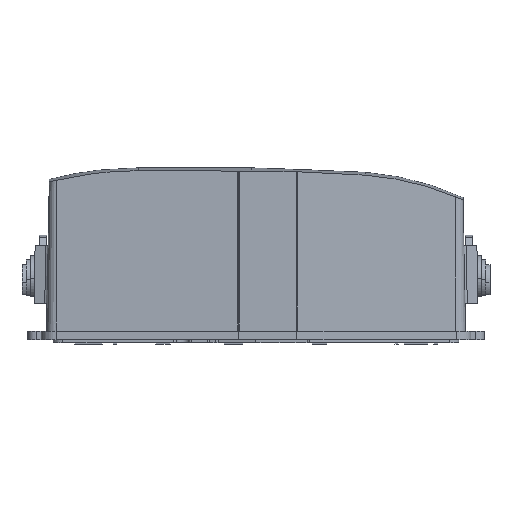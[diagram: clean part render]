
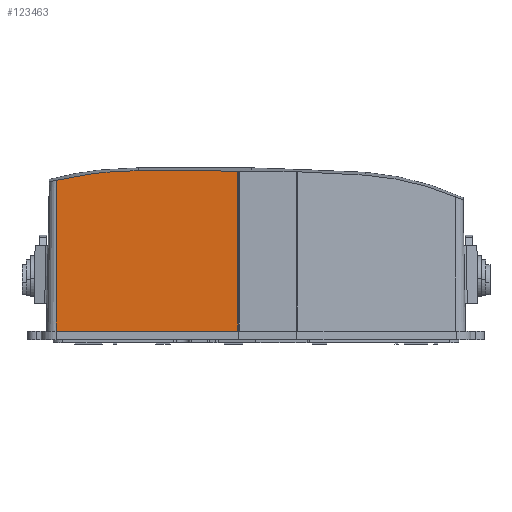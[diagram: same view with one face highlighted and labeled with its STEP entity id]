
A CAD part, left-side view. The second image highlights one B-rep face of the part: STEP entity #123463.
In plain terms, the highlighted planar face has unit normal (-0.999, 0.04, 0.018).
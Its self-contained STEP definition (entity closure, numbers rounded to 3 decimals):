
#123450=AXIS2_PLACEMENT_3D('Plane Axis2P3D',#123447,#123448,#123449) ;
#121431=CARTESIAN_POINT('Vertex',(4.429,149.089,4.5)) ;
#122170=CARTESIAN_POINT('Vertex',(5.333,149.053,56.327)) ;
#122174=CARTESIAN_POINT('Control Point',(5.333,149.053,56.327)) ;
#122175=CARTESIAN_POINT('Control Point',(5.004,139.858,58.525)) ;
#122176=CARTESIAN_POINT('Control Point',(4.645,130.403,59.626)) ;
#122177=CARTESIAN_POINT('Control Point',(4.267,120.95,59.601)) ;
#122178=CARTESIAN_POINT('Vertex',(4.267,120.95,59.601)) ;
#122199=CARTESIAN_POINT('Line Origine',(4.906,149.07,31.85)) ;
#122270=CARTESIAN_POINT('Vertex',(1.934,86.642,4.5)) ;
#122275=CARTESIAN_POINT('Line Origine',(3.181,117.865,4.5)) ;
#123310=CARTESIAN_POINT('Control Point',(2.895,86.642,59.508)) ;
#123311=CARTESIAN_POINT('Control Point',(3.352,98.078,59.54)) ;
#123312=CARTESIAN_POINT('Control Point',(3.81,109.514,59.571)) ;
#123313=CARTESIAN_POINT('Control Point',(4.267,120.95,59.601)) ;
#123314=CARTESIAN_POINT('Vertex',(2.895,86.642,59.508)) ;
#123447=CARTESIAN_POINT('Axis2P3D Location',(3.151,117.77,3.)) ;
#123453=CARTESIAN_POINT('Control Point',(2.895,86.642,59.508)) ;
#123454=CARTESIAN_POINT('Control Point',(1.934,86.642,4.5)) ;
#122200=DIRECTION('Vector Direction',(-0.017,0.001,-1.)) ;
#122276=DIRECTION('Vector Direction',(-0.04,-0.999,0.)) ;
#123448=DIRECTION('Axis2P3D Direction',(0.999,-0.04,-0.017)) ;
#123449=DIRECTION('Axis2P3D XDirection',(-0.04,-0.999,0.)) ;
#122201=VECTOR('Line Direction',#122200,1.) ;
#122277=VECTOR('Line Direction',#122276,1.) ;
#123457=ORIENTED_EDGE('',*,*,#122279,.T.) ;
#123458=ORIENTED_EDGE('',*,*,#123455,.T.) ;
#123459=ORIENTED_EDGE('',*,*,#123316,.T.) ;
#123460=ORIENTED_EDGE('',*,*,#122180,.F.) ;
#123461=ORIENTED_EDGE('',*,*,#122203,.F.) ;
#123463=ADVANCED_FACE('S3D_PowerTerminal.1\\HB_PT6.1\\Grundkoerper',(#123462),#123451,.F.) ;
#122173=B_SPLINE_CURVE_WITH_KNOTS('',3,(#122174,#122175,#122176,#122177),.UNSPECIFIED.,.F.,.U.,(4,4),(0.,40.13),.UNSPECIFIED.) ;
#123309=B_SPLINE_CURVE_WITH_KNOTS('',3,(#123310,#123311,#123312,#123313),.UNSPECIFIED.,.F.,.U.,(4,4),(0.056,48.614),.UNSPECIFIED.) ;
#123452=B_SPLINE_CURVE_WITH_KNOTS('',1,(#123453,#123454),.UNSPECIFIED.,.F.,.U.,(2,2),(-27.664,27.352),.UNSPECIFIED.) ;
#122180=EDGE_CURVE('',#122171,#122179,#122173,.T.) ;
#122203=EDGE_CURVE('',#121432,#122171,#122202,.F.) ;
#122279=EDGE_CURVE('',#121432,#122271,#122278,.T.) ;
#123316=EDGE_CURVE('',#123315,#122179,#123309,.T.) ;
#123455=EDGE_CURVE('',#122271,#123315,#123452,.F.) ;
#123456=EDGE_LOOP('',(#123457,#123458,#123459,#123460,#123461)) ;
#123462=FACE_OUTER_BOUND('',#123456,.T.) ;
#122202=LINE('Line',#122199,#122201) ;
#122278=LINE('Line',#122275,#122277) ;
#123451=PLANE('',#123450) ;
#121432=VERTEX_POINT('',#121431) ;
#122171=VERTEX_POINT('',#122170) ;
#122179=VERTEX_POINT('',#122178) ;
#122271=VERTEX_POINT('',#122270) ;
#123315=VERTEX_POINT('',#123314) ;
